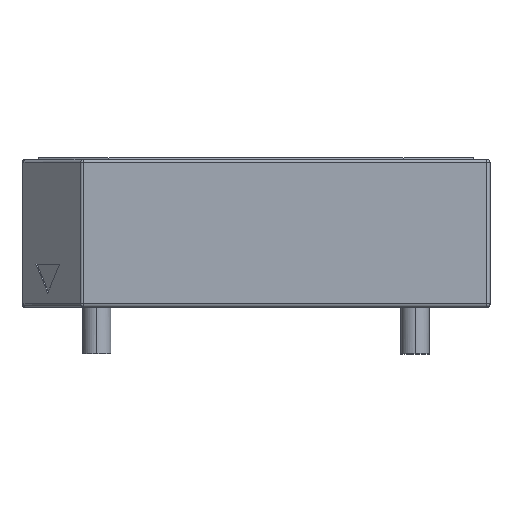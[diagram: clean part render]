
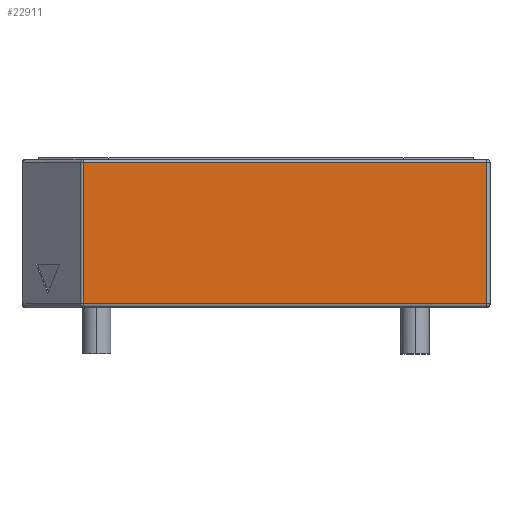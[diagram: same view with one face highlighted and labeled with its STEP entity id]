
A CAD part, top view. The second image highlights one B-rep face of the part: STEP entity #22911.
In plain terms, the highlighted planar face has unit normal (0, 0, 1).
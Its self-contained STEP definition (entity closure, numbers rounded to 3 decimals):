
#293 = VECTOR ( 'NONE', #22748, 1000. ) ;
#750 = VERTEX_POINT ( 'NONE', #16553 ) ;
#2332 = ORIENTED_EDGE ( 'NONE', *, *, #28360, .T. ) ;
#4734 = CARTESIAN_POINT ( 'NONE',  ( 23.5, 9., 5. ) ) ;
#6240 = LINE ( 'NONE', #11071, #16095 ) ;
#6525 = CARTESIAN_POINT ( 'NONE',  ( 23.5, 8.8, 5. ) ) ;
#6979 = CARTESIAN_POINT ( 'NONE',  ( 23.5, 0.3, 5. ) ) ;
#7648 = ORIENTED_EDGE ( 'NONE', *, *, #26995, .T. ) ;
#7856 = CARTESIAN_POINT ( 'NONE',  ( -4.5, 0.3, 5. ) ) ;
#8589 = VECTOR ( 'NONE', #30088, 1000. ) ;
#8916 = CARTESIAN_POINT ( 'NONE',  ( -4.5, 9., 5. ) ) ;
#9105 = VERTEX_POINT ( 'NONE', #6525 ) ;
#11071 = CARTESIAN_POINT ( 'NONE',  ( -0.9, 8.8, 5. ) ) ;
#12845 = LINE ( 'NONE', #4734, #293 ) ;
#13846 = EDGE_CURVE ( 'NONE', #9105, #19844, #6240, .T. ) ;
#14477 = ORIENTED_EDGE ( 'NONE', *, *, #27575, .T. ) ;
#15100 = EDGE_LOOP ( 'NONE', ( #14477, #7648, #27752, #2332 ) ) ;
#15193 = VERTEX_POINT ( 'NONE', #6979 ) ;
#15949 = DIRECTION ( 'NONE',  ( -1., 0., 0. ) ) ;
#16095 = VECTOR ( 'NONE', #15949, 1000. ) ;
#16450 = AXIS2_PLACEMENT_3D ( 'NONE', #8916, #19139, #31319 ) ;
#16553 = CARTESIAN_POINT ( 'NONE',  ( -0.817, 0.3, 5. ) ) ;
#17719 = LINE ( 'NONE', #27770, #20496 ) ;
#19139 = DIRECTION ( 'NONE',  ( 0., 0., -1. ) ) ;
#19844 = VERTEX_POINT ( 'NONE', #26748 ) ;
#19873 = LINE ( 'NONE', #7856, #8589 ) ;
#20496 = VECTOR ( 'NONE', #30041, 1000. ) ;
#22748 = DIRECTION ( 'NONE',  ( 0., 1., 0. ) ) ;
#22904 = FACE_OUTER_BOUND ( 'NONE', #15100, .T. ) ;
#22911 = ADVANCED_FACE ( 'NONE', ( #22904 ), #30838, .F. ) ;
#26748 = CARTESIAN_POINT ( 'NONE',  ( -0.817, 8.8, 5. ) ) ;
#26995 = EDGE_CURVE ( 'NONE', #15193, #9105, #12845, .T. ) ;
#27575 = EDGE_CURVE ( 'NONE', #750, #15193, #19873, .T. ) ;
#27752 = ORIENTED_EDGE ( 'NONE', *, *, #13846, .T. ) ;
#27770 = CARTESIAN_POINT ( 'NONE',  ( -0.817, 0.1, 5. ) ) ;
#28360 = EDGE_CURVE ( 'NONE', #19844, #750, #17719, .T. ) ;
#30041 = DIRECTION ( 'NONE',  ( 0., -1., 0. ) ) ;
#30088 = DIRECTION ( 'NONE',  ( 1., 0., 0. ) ) ;
#30838 = PLANE ( 'NONE',  #16450 ) ;
#31319 = DIRECTION ( 'NONE',  ( -1., 0., 0. ) ) ;
